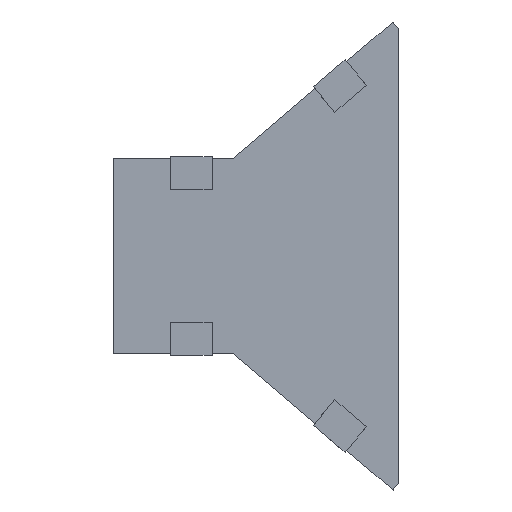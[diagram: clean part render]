
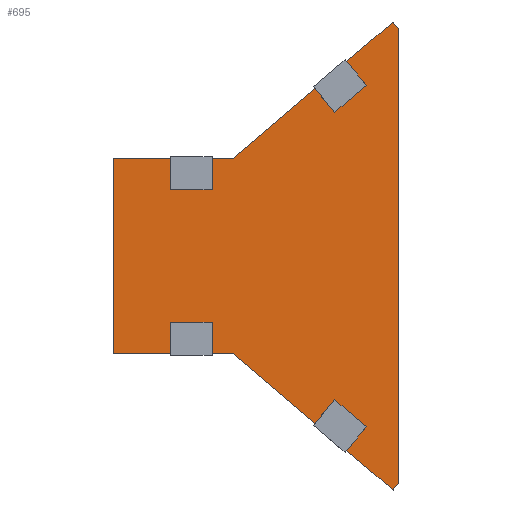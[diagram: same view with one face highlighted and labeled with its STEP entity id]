
A CAD part, top view. The second image highlights one B-rep face of the part: STEP entity #695.
In plain terms, the highlighted planar face has unit normal (0, 0, 1).
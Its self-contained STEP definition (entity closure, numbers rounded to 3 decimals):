
#25=FACE_OUTER_BOUND('',#67,.T.);
#67=EDGE_LOOP('',(#468,#469,#470,#471,#472,#473,#474,#475));
#116=LINE('',#987,#212);
#117=LINE('',#989,#213);
#118=LINE('',#991,#214);
#119=LINE('',#993,#215);
#120=LINE('',#995,#216);
#121=LINE('',#997,#217);
#122=LINE('',#999,#218);
#123=LINE('',#1000,#219);
#212=VECTOR('',#798,1.);
#213=VECTOR('',#799,1.);
#214=VECTOR('',#800,1.);
#215=VECTOR('',#801,1.);
#216=VECTOR('',#802,1.);
#217=VECTOR('',#803,1.);
#218=VECTOR('',#804,10.);
#219=VECTOR('',#805,1.);
#308=VERTEX_POINT('',#985);
#309=VERTEX_POINT('',#986);
#310=VERTEX_POINT('',#988);
#311=VERTEX_POINT('',#990);
#312=VERTEX_POINT('',#992);
#313=VERTEX_POINT('',#994);
#314=VERTEX_POINT('',#996);
#315=VERTEX_POINT('',#998);
#372=EDGE_CURVE('',#308,#309,#116,.T.);
#373=EDGE_CURVE('',#309,#310,#117,.T.);
#374=EDGE_CURVE('',#311,#310,#118,.T.);
#375=EDGE_CURVE('',#312,#311,#119,.T.);
#376=EDGE_CURVE('',#312,#313,#120,.T.);
#377=EDGE_CURVE('',#313,#314,#121,.T.);
#378=EDGE_CURVE('',#315,#314,#122,.T.);
#379=EDGE_CURVE('',#315,#308,#123,.T.);
#468=ORIENTED_EDGE('',*,*,#372,.T.);
#469=ORIENTED_EDGE('',*,*,#373,.T.);
#470=ORIENTED_EDGE('',*,*,#374,.F.);
#471=ORIENTED_EDGE('',*,*,#375,.F.);
#472=ORIENTED_EDGE('',*,*,#376,.T.);
#473=ORIENTED_EDGE('',*,*,#377,.T.);
#474=ORIENTED_EDGE('',*,*,#378,.F.);
#475=ORIENTED_EDGE('',*,*,#379,.T.);
#653=PLANE('',#743);
#695=ADVANCED_FACE('',(#25),#653,.T.);
#743=AXIS2_PLACEMENT_3D('',#984,#796,#797);
#796=DIRECTION('center_axis',(0.,0.,1.));
#797=DIRECTION('ref_axis',(1.,0.,0.));
#798=DIRECTION('',(-1.,0.,0.));
#799=DIRECTION('',(0.,-1.,0.));
#800=DIRECTION('',(-1.,0.,0.));
#801=DIRECTION('',(-0.761,0.648,0.));
#802=DIRECTION('',(0.648,0.761,0.));
#803=DIRECTION('',(0.,1.,0.));
#804=DIRECTION('',(0.648,-0.761,0.));
#805=DIRECTION('',(-0.761,-0.648,0.));
#984=CARTESIAN_POINT('Origin',(66.773,56.951,0.8));
#985=CARTESIAN_POINT('',(69.673,108.151,0.8));
#986=CARTESIAN_POINT('',(7.073,108.151,0.8));
#987=CARTESIAN_POINT('',(64.471,108.151,0.8));
#988=CARTESIAN_POINT('',(7.073,5.751,0.8));
#989=CARTESIAN_POINT('',(7.073,56.951,0.8));
#990=CARTESIAN_POINT('',(69.673,5.751,0.8));
#991=CARTESIAN_POINT('',(52.573,5.751,0.8));
#992=CARTESIAN_POINT('',(154.573,-66.549,0.8));
#993=CARTESIAN_POINT('',(91.397,-12.749,0.8));
#994=CARTESIAN_POINT('',(157.373,-63.261,0.8));
#995=CARTESIAN_POINT('',(155.973,-64.905,0.8));
#996=CARTESIAN_POINT('',(157.373,177.163,0.8));
#997=CARTESIAN_POINT('',(157.373,56.951,0.8));
#998=CARTESIAN_POINT('',(154.573,180.451,0.8));
#999=CARTESIAN_POINT('',(154.573,180.451,0.8));
#1000=CARTESIAN_POINT('',(91.397,126.651,0.8));
